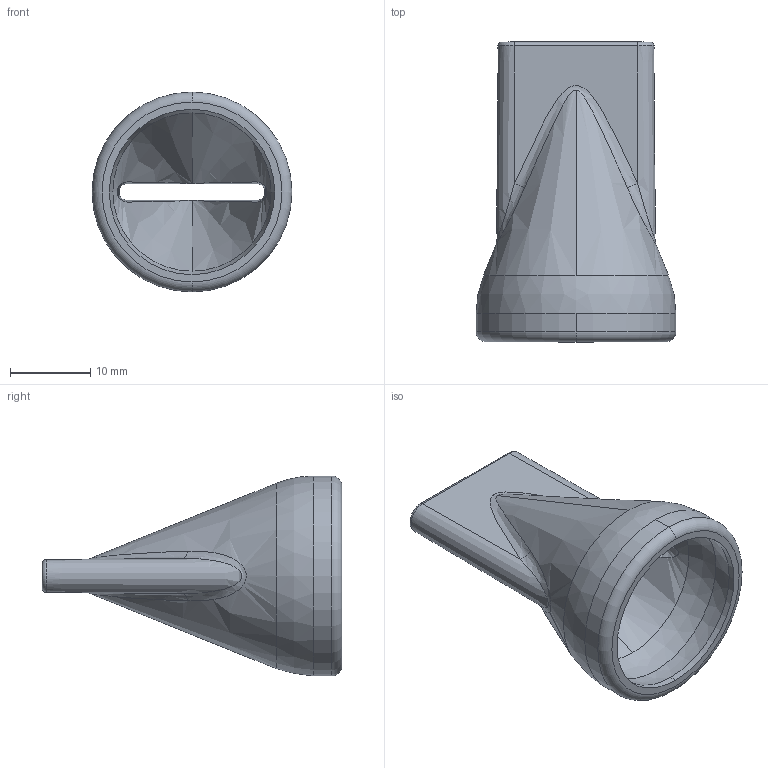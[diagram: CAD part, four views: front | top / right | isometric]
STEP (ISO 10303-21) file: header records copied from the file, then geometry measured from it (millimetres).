
FILE_DESCRIPTION (( 'STEP AP203' ), '1' );
FILE_NAME ('1-2 Flat Slot 80 Nozzle.STEP', '2005-02-04T23:48:17', ( 'mark lockwood' ), ( 'lockwood products inc.' ), 'SwSTEP 2.0', 'SolidWorks 2004146', '' );
FILE_SCHEMA (( 'CONFIG_CONTROL_DESIGN' ));
Length unit declared in the file: inch
Products named in the file (1): 1-2 Flat Slot 80 Nozzle
Bounding box: 24.87 x 37.3 x 24.87 mm (x, y, z)
Volume: 3112.8 mm3; surface area: 4257.3 mm2
Topology: 1 solids, 1 shells, 31 faces, 73 edges, 44 vertices
Faces by surface type: cone 8, plane 6, cylinder 6, torus 4, bspline 4, sphere 3
Entity records: 6991 total; most frequent: CARTESIAN_POINT 6226, DIRECTION 142, ORIENTED_EDGE 140, EDGE_CURVE 70, AXIS2_PLACEMENT_3D 60, VERTEX_POINT 44, EDGE_LOOP 36, CIRCLE 32
